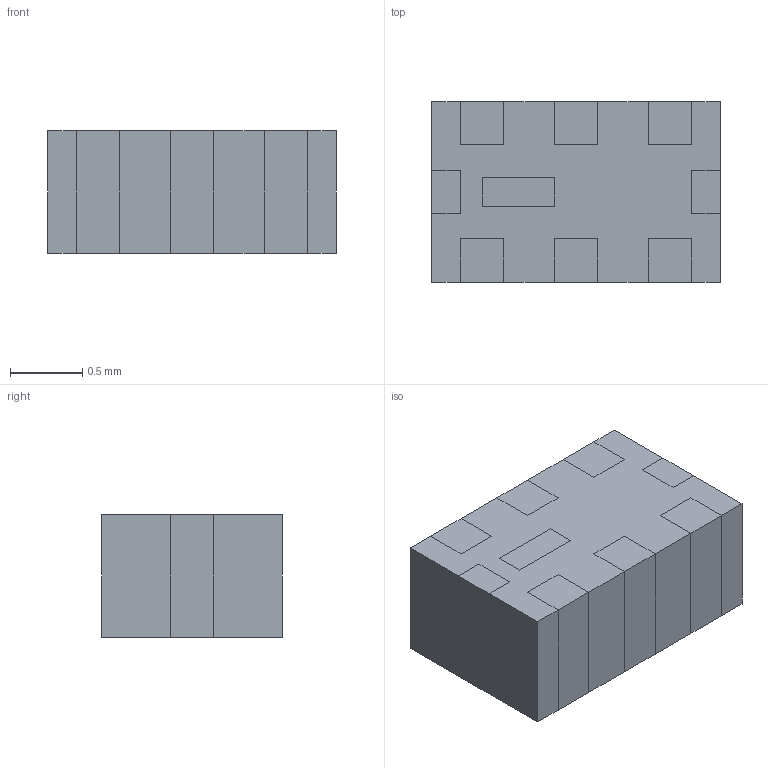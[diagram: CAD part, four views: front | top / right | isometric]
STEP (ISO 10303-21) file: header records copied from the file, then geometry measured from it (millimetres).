
FILE_DESCRIPTION( ( 'Unknown' ), '1' );
FILE_NAME( '748111009.stp', 'Unknown', ( 'Unknown' ), ( 'Unknown' ), 'XStep 1.0', 'Unknown', ' ' );
FILE_SCHEMA( ( 'automotive_design' ) );
Length unit declared in the file: millimetre
Products named in the file (11): Assem1; Kern; Pin
Bounding box: 2 x 1.25 x 0.85 mm (x, y, z)
Surface area: 48.9 mm2
Topology: 20 solids, 20 shells, 192 faces, 456 edges, 304 vertices
Faces by surface type: plane 192
Entity records: 3240 total; most frequent: CARTESIAN_POINT 487, ORIENTED_EDGE 456, DIRECTION 442, EDGE_CURVE 228, LINE 228, VECTOR 228, VERTEX_POINT 152, AXIS2_PLACEMENT_3D 107
